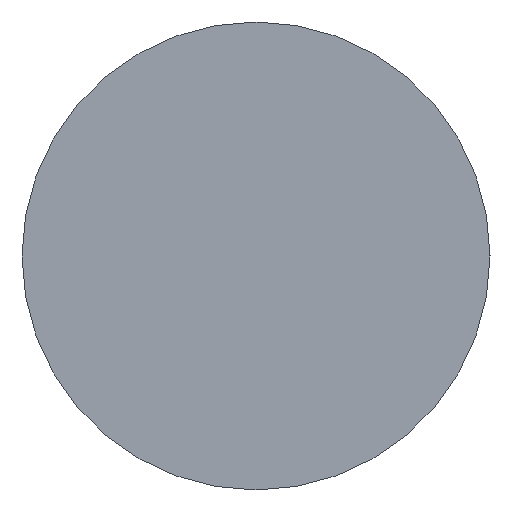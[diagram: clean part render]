
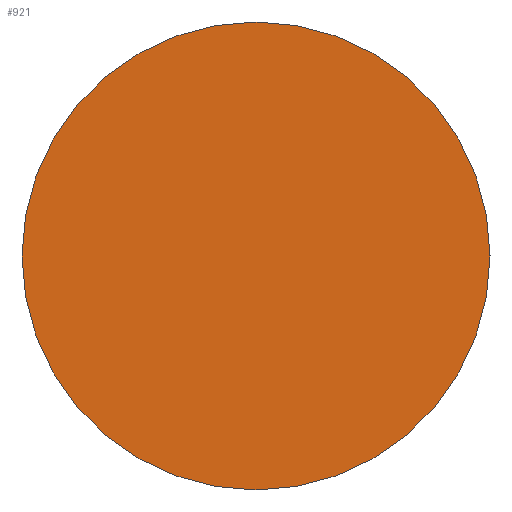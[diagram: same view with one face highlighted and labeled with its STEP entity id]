
A CAD part, left-side view. The second image highlights one B-rep face of the part: STEP entity #921.
In plain terms, the highlighted planar face has unit normal (-1, 0, 0).
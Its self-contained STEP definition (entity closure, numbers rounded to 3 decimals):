
#51 = FACE_OUTER_BOUND ( 'NONE', #535, .T. ) ;
#59 = DIRECTION ( 'NONE',  ( -1., 0., 0. ) ) ;
#83 = CIRCLE ( 'NONE', #923, 48. ) ;
#120 = PLANE ( 'NONE',  #783 ) ;
#150 = CARTESIAN_POINT ( 'NONE',  ( -6.005, 0., -48. ) ) ;
#167 = CARTESIAN_POINT ( 'NONE',  ( -6.005, 0., 48. ) ) ;
#212 = DIRECTION ( 'NONE',  ( 1., 0., 0. ) ) ;
#234 = EDGE_CURVE ( 'NONE', #248, #638, #641, .T. ) ;
#248 = VERTEX_POINT ( 'NONE', #150 ) ;
#258 = ORIENTED_EDGE ( 'NONE', *, *, #234, .T. ) ;
#345 = CARTESIAN_POINT ( 'NONE',  ( -6.005, 0., 0. ) ) ;
#419 = DIRECTION ( 'NONE',  ( 0., 0., -1. ) ) ;
#535 = EDGE_LOOP ( 'NONE', ( #258, #614 ) ) ;
#589 = DIRECTION ( 'NONE',  ( 0., 0., -1. ) ) ;
#614 = ORIENTED_EDGE ( 'NONE', *, *, #1132, .T. ) ;
#638 = VERTEX_POINT ( 'NONE', #167 ) ;
#641 = CIRCLE ( 'NONE', #977, 48. ) ;
#679 = CARTESIAN_POINT ( 'NONE',  ( -6.005, 0., 0. ) ) ;
#713 = CARTESIAN_POINT ( 'NONE',  ( -6.005, -48., 0. ) ) ;
#783 = AXIS2_PLACEMENT_3D ( 'NONE', #713, #212, #832 ) ;
#832 = DIRECTION ( 'NONE',  ( 0., 0., 1. ) ) ;
#921 = ADVANCED_FACE ( 'NONE', ( #51 ), #120, .F. ) ;
#923 = AXIS2_PLACEMENT_3D ( 'NONE', #345, #958, #419 ) ;
#958 = DIRECTION ( 'NONE',  ( -1., 0., 0. ) ) ;
#977 = AXIS2_PLACEMENT_3D ( 'NONE', #679, #59, #589 ) ;
#1132 = EDGE_CURVE ( 'NONE', #638, #248, #83, .T. ) ;
